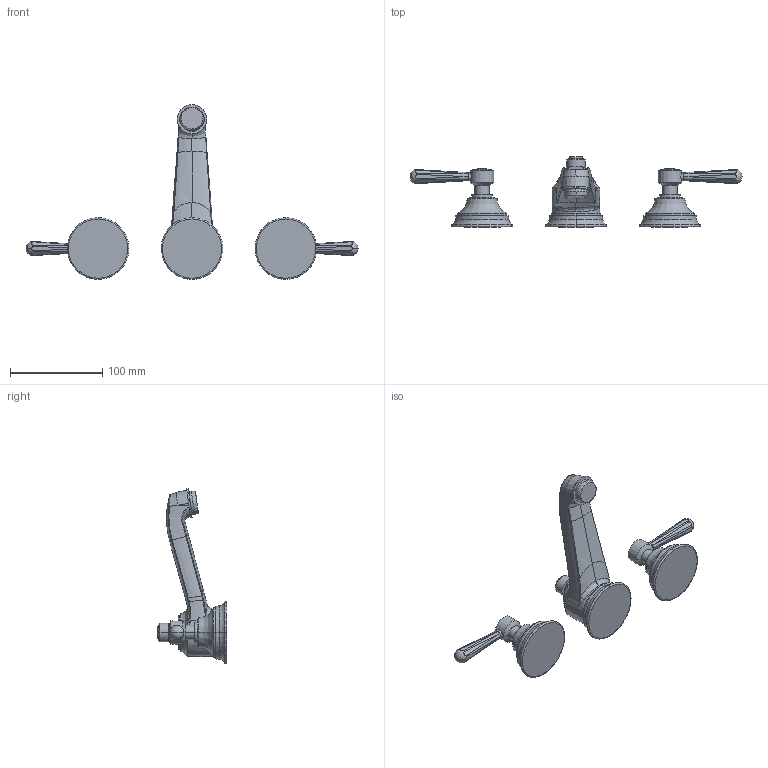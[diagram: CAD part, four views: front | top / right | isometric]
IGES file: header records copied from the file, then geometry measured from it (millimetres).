
Start section:  PTC IGES file: 1660.igs
Global section: file name: 1660.igs; native system: Creo Parametric by PTC Inc.; preprocessor: 2018400; author: jinson.thomas; organization: Unknown; date: 20201126.150335; units: inch
Bounding box: 359.38 x 75.73 x 189.13 mm (x, y, z)
Volume: 374992.4 mm3; surface area: 61080.7 mm2
Topology: 3 solids, 3 shells, 735 faces, 2044 edges, 1332 vertices
Faces by surface type: bspline 410, revolution 313, extrusion 12
